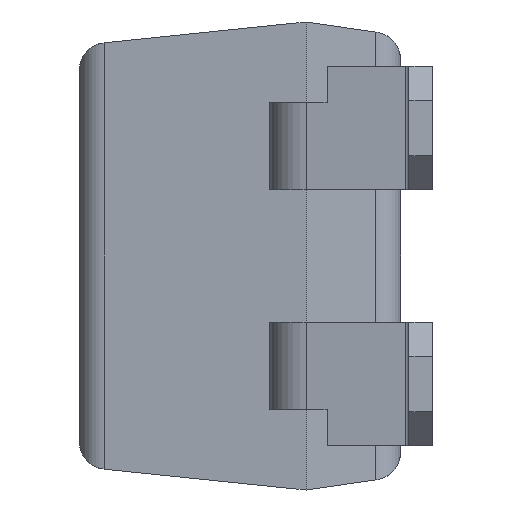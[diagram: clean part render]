
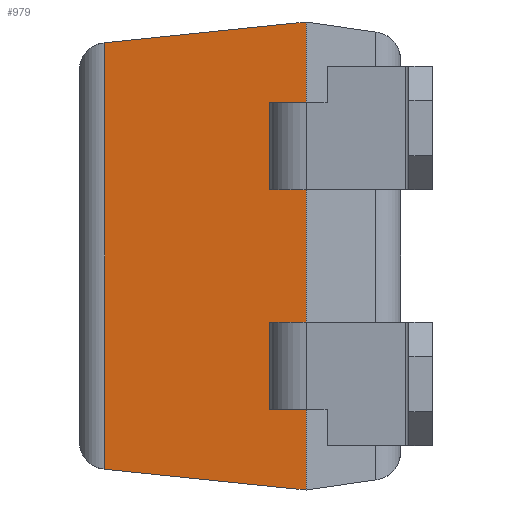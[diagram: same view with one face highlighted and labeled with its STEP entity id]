
A CAD part, left-side view. The second image highlights one B-rep face of the part: STEP entity #979.
In plain terms, the highlighted planar face has unit normal (-0.997, 0.081, 0).
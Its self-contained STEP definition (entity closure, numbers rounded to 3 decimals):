
#190 = VECTOR ( 'NONE', #3708, 1000. ) ;
#201 = EDGE_LOOP ( 'NONE', ( #1224, #3175, #221, #428 ) ) ;
#221 = ORIENTED_EDGE ( 'NONE', *, *, #2468, .F. ) ;
#246 = CARTESIAN_POINT ( 'NONE',  ( -3.477, 0.282, 0. ) ) ;
#403 = DIRECTION ( 'NONE',  ( 0.08, 0.992, 0.102 ) ) ;
#428 = ORIENTED_EDGE ( 'NONE', *, *, #2458, .T. ) ;
#621 = LINE ( 'NONE', #999, #3702 ) ;
#669 = CARTESIAN_POINT ( 'NONE',  ( -3.322, 2.194, 2.323 ) ) ;
#786 = VERTEX_POINT ( 'NONE', #669 ) ;
#902 = VERTEX_POINT ( 'NONE', #4169 ) ;
#979 = ADVANCED_FACE ( 'NONE', ( #1625 ), #3201, .F. ) ;
#999 = CARTESIAN_POINT ( 'NONE',  ( -3.322, 2.194, -2.295 ) ) ;
#1094 = VERTEX_POINT ( 'NONE', #3003 ) ;
#1224 = ORIENTED_EDGE ( 'NONE', *, *, #2842, .T. ) ;
#1376 = VECTOR ( 'NONE', #403, 1000. ) ;
#1551 = DIRECTION ( 'NONE',  ( 0.997, -0.081, 0. ) ) ;
#1625 = FACE_OUTER_BOUND ( 'NONE', #201, .T. ) ;
#1730 = EDGE_CURVE ( 'NONE', #786, #3037, #621, .T. ) ;
#1875 = DIRECTION ( 'NONE',  ( 0.081, 0.997, 0. ) ) ;
#2071 = LINE ( 'NONE', #4042, #190 ) ;
#2458 = EDGE_CURVE ( 'NONE', #1094, #902, #2071, .T. ) ;
#2468 = EDGE_CURVE ( 'NONE', #1094, #3037, #4265, .T. ) ;
#2692 = CARTESIAN_POINT ( 'NONE',  ( -3.5, 0., -2.55 ) ) ;
#2842 = EDGE_CURVE ( 'NONE', #902, #786, #4260, .T. ) ;
#3003 = CARTESIAN_POINT ( 'NONE',  ( -3.5, 0., -2.55 ) ) ;
#3037 = VERTEX_POINT ( 'NONE', #3093 ) ;
#3093 = CARTESIAN_POINT ( 'NONE',  ( -3.322, 2.194, -2.323 ) ) ;
#3175 = ORIENTED_EDGE ( 'NONE', *, *, #1730, .T. ) ;
#3201 = PLANE ( 'NONE',  #4083 ) ;
#3326 = CARTESIAN_POINT ( 'NONE',  ( -3.5, 0., 2.55 ) ) ;
#3369 = VECTOR ( 'NONE', #4302, 1000. ) ;
#3702 = VECTOR ( 'NONE', #3731, 1000. ) ;
#3708 = DIRECTION ( 'NONE',  ( 0., 0., 1. ) ) ;
#3731 = DIRECTION ( 'NONE',  ( 0., 0., -1. ) ) ;
#4042 = CARTESIAN_POINT ( 'NONE',  ( -3.5, 0., -2.55 ) ) ;
#4083 = AXIS2_PLACEMENT_3D ( 'NONE', #246, #1551, #1875 ) ;
#4169 = CARTESIAN_POINT ( 'NONE',  ( -3.5, 0., 2.55 ) ) ;
#4260 = LINE ( 'NONE', #3326, #3369 ) ;
#4265 = LINE ( 'NONE', #2692, #1376 ) ;
#4302 = DIRECTION ( 'NONE',  ( 0.08, 0.992, -0.102 ) ) ;
